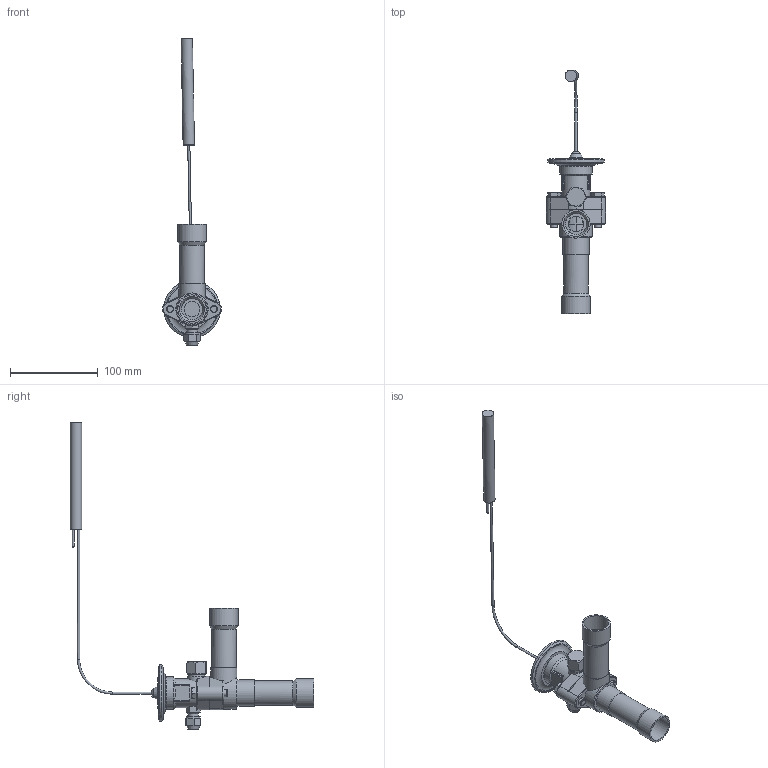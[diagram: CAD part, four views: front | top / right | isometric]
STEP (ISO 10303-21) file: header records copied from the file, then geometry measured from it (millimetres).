
FILE_DESCRIPTION(('TFLEX Exchange Step'),'2;1');
FILE_NAME('TRFE-A-9.stp', '2023-03-01T11:41:22+03:00',('EXT0102'),('Unknown organisation'),'TFLEX Exchange 2022.1','T-FLEX CAD','Unknown authorisation');
FILE_SCHEMA( ('AUTOMOTIVE_DESIGN { 1 0 10303 214 1 1 1 1 }') );
Length unit declared in the file: millimetre
Products named in the file (1): Nodes
Bounding box: 67.4 x 278.16 x 350.48 mm (x, y, z)
Volume: 152942.2 mm3; surface area: 74776.9 mm2
Topology: 1 solids, 2 shells, 277 faces, 749 edges, 500 vertices
Faces by surface type: plane 102, cylinder 87, cone 53, torus 25, bspline 8, sphere 2
Full cylindrical faces by diameter (mm): 2.5 x3, 4 x1, 6.5 x1, 8 x2, 8.5 x2, 9 x1, 9.5 x1, 10.7 x1, 11 x2, 11.7 x1, 11.8 x1, 12 x1, 12.3 x1, 13 x1, 15.8 x1, 16 x1, 18 x3, 20 x2, 20.3 x1, 24 x2, 25.4 x2, 25.5 x1, 27.2 x1, 28 x2, 28.6 x2, 30 x3, 31.5 x1, 32 x2, 32.4 x2, 33 x1
Entity records: 11134 total; most frequent: CARTESIAN_POINT 4133, ORIENTED_EDGE 1484, DIRECTION 1474, EDGE_CURVE 742, AXIS2_PLACEMENT_3D 629, VERTEX_POINT 500, CIRCLE 359, EDGE_LOOP 320
